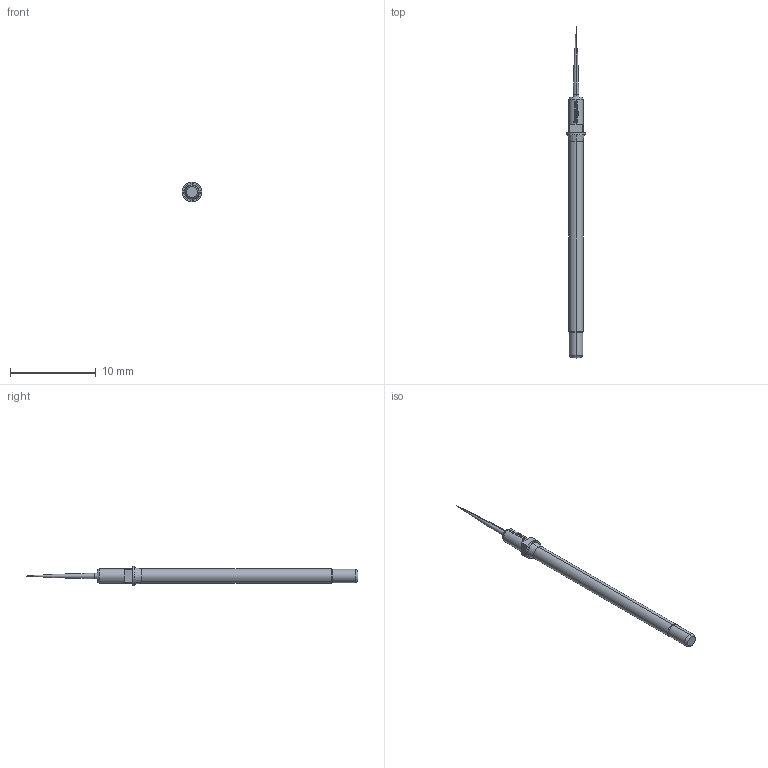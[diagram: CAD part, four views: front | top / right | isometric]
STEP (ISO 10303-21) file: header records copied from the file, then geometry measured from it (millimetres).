
FILE_DESCRIPTION (( 'STEP AP203' ), '1' );
FILE_NAME ('INGUN_GKS-112_209_060_X_xx05_M_0.STEP', '2018-05-22T05:37:08', ( '' ), ( '' ), 'SwSTEP 2.0', 'SolidWorks 2016', '' );
FILE_SCHEMA (( 'CONFIG_CONTROL_DESIGN' ));
Length unit declared in the file: millimetre
Products named in the file (2): INGUN_GKS-112_209_060_X_xx05_M_0
Bounding box: 2.3 x 38.8 x 2.3 mm (x, y, z)
Volume: 67.8 mm3; surface area: 176.8 mm2
Topology: 1 solids, 1 shells, 116 faces, 318 edges, 205 vertices
Faces by surface type: plane 55, cylinder 29, bspline 22, cone 6, torus 4
Entity records: 4077 total; most frequent: CARTESIAN_POINT 1119, ORIENTED_EDGE 632, DIRECTION 538, EDGE_CURVE 316, AXIS2_PLACEMENT_3D 212, VERTEX_POINT 205, EDGE_LOOP 119, CIRCLE 116
